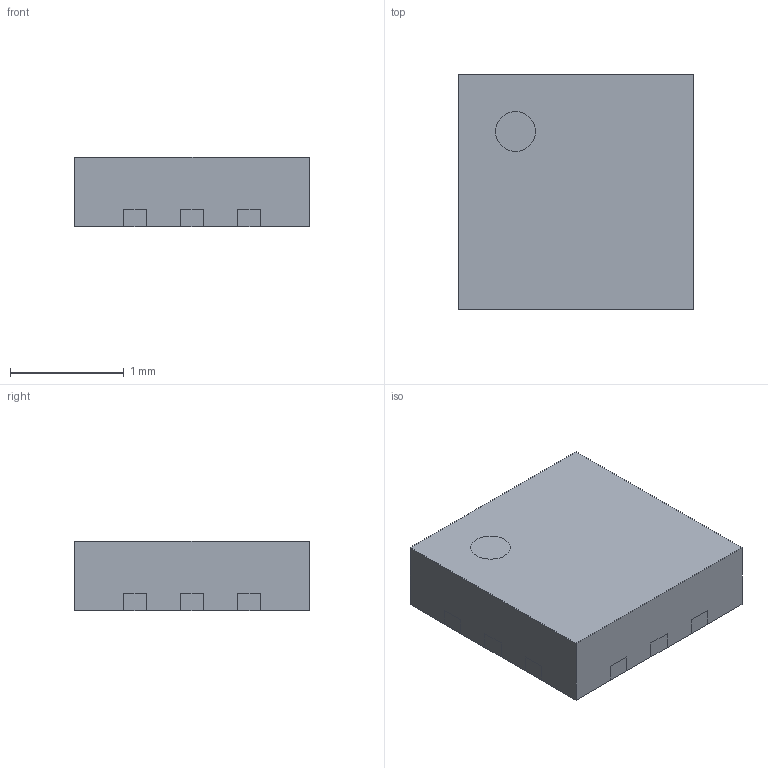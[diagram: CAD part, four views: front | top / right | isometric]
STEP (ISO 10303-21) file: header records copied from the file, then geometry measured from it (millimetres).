
FILE_DESCRIPTION((''),'2;1');
FILE_NAME('MINI-CIRCUITS_MT1818.stp','2016-08-11T13:40:11',(''),(''),'Mechanical Desktop 2011','Mechanical Desktop 2011',', , ');
FILE_SCHEMA(('AUTOMOTIVE_DESIGN { 1 2 10303 214 1 1 1 1 }'));
Length unit declared in the file: millimetre
Products named in the file (1): Product
Bounding box: 2.06 x 2.06 x 0.61 mm (x, y, z)
Volume: 2.6 mm3; surface area: 20.1 mm2
Topology: 15 solids, 15 shells, 146 faces, 342 edges, 228 vertices
Faces by surface type: bspline 102, cylinder 30, plane 14
Entity records: 4191 total; most frequent: CARTESIAN_POINT 1023, ORIENTED_EDGE 684, DIRECTION 492, EDGE_CURVE 342, VECTOR 282, LINE 282, VERTEX_POINT 228, EDGE_LOOP 148
